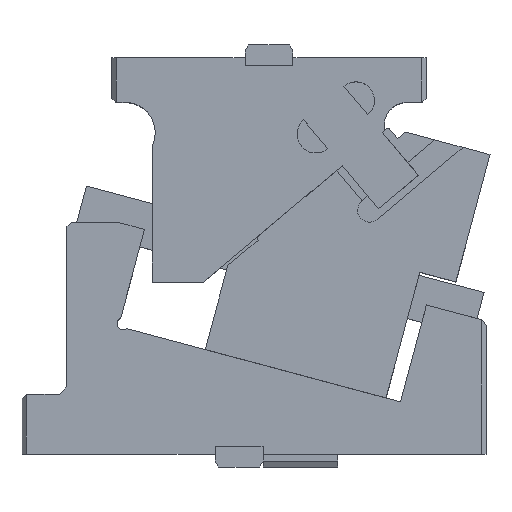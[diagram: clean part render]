
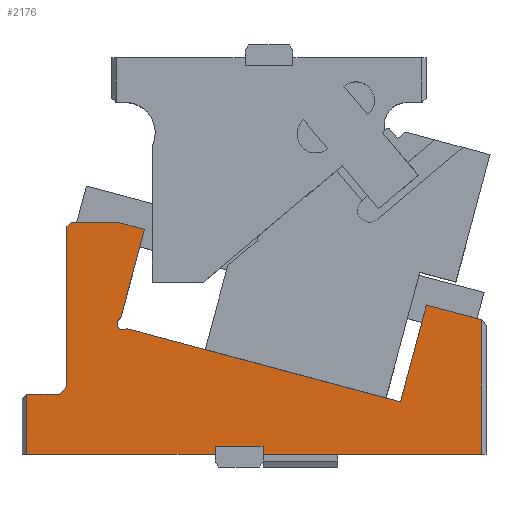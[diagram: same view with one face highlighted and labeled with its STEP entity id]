
A CAD part, top view. The second image highlights one B-rep face of the part: STEP entity #2176.
In plain terms, the highlighted planar face has unit normal (0, 0, 1).
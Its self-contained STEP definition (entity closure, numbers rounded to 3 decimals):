
#364=CARTESIAN_POINT('Vertex',(161.,0.,40.)) ;
#367=CARTESIAN_POINT('Line Origine',(161.,2.75,40.)) ;
#371=CARTESIAN_POINT('Vertex',(161.,5.5,40.)) ;
#397=CARTESIAN_POINT('Vertex',(307.,0.,40.)) ;
#418=CARTESIAN_POINT('Vertex',(307.,89.846,40.)) ;
#421=CARTESIAN_POINT('Line Origine',(307.,44.923,40.)) ;
#745=CARTESIAN_POINT('Line Origine',(145.,5.5,40.)) ;
#749=CARTESIAN_POINT('Vertex',(129.,5.5,40.)) ;
#813=CARTESIAN_POINT('Vertex',(270.16,99.717,40.)) ;
#816=CARTESIAN_POINT('Line Origine',(288.58,94.782,40.)) ;
#989=CARTESIAN_POINT('Vertex',(252.819,35.,40.)) ;
#992=CARTESIAN_POINT('Line Origine',(261.489,67.359,40.)) ;
#1024=CARTESIAN_POINT('Vertex',(69.894,84.015,40.)) ;
#1027=CARTESIAN_POINT('Line Origine',(161.356,59.508,40.)) ;
#1048=CARTESIAN_POINT('Vertex',(63.525,87.238,40.)) ;
#1053=CARTESIAN_POINT('Axis2P3D Location',(67.525,87.238,40.)) ;
#1075=CARTESIAN_POINT('Axis2P3D Location',(67.525,87.238,40.)) ;
#1079=CARTESIAN_POINT('Vertex',(65.918,90.901,40.)) ;
#1119=CARTESIAN_POINT('Vertex',(81.804,150.187,40.)) ;
#1122=CARTESIAN_POINT('Line Origine',(73.861,120.544,40.)) ;
#1180=CARTESIAN_POINT('Vertex',(63.842,155.,40.)) ;
#1183=CARTESIAN_POINT('Line Origine',(72.823,152.594,40.)) ;
#1239=CARTESIAN_POINT('Vertex',(33.,155.,40.)) ;
#1242=CARTESIAN_POINT('Line Origine',(48.421,155.,40.)) ;
#1274=CARTESIAN_POINT('Vertex',(30.,152.,40.)) ;
#1277=CARTESIAN_POINT('Line Origine',(31.5,153.5,40.)) ;
#1305=CARTESIAN_POINT('Vertex',(30.,45.,40.)) ;
#1308=CARTESIAN_POINT('Line Origine',(30.,98.5,40.)) ;
#1350=CARTESIAN_POINT('Vertex',(25.,40.,40.)) ;
#1353=CARTESIAN_POINT('Line Origine',(27.5,42.5,40.)) ;
#1402=CARTESIAN_POINT('Vertex',(3.,40.,40.)) ;
#1405=CARTESIAN_POINT('Line Origine',(14.,40.,40.)) ;
#2126=CARTESIAN_POINT('Axis2P3D Location',(67.525,87.238,40.)) ;
#2131=CARTESIAN_POINT('Line Origine',(234.,0.,40.)) ;
#2136=CARTESIAN_POINT('Line Origine',(3.,20.,40.)) ;
#2140=CARTESIAN_POINT('Vertex',(3.,0.,40.)) ;
#2143=CARTESIAN_POINT('Line Origine',(66.,0.,40.)) ;
#2147=CARTESIAN_POINT('Vertex',(129.,0.,40.)) ;
#2150=CARTESIAN_POINT('Line Origine',(129.,2.75,40.)) ;
#368=DIRECTION('Vector Direction',(0.,-1.,0.)) ;
#422=DIRECTION('Vector Direction',(0.,1.,0.)) ;
#746=DIRECTION('Vector Direction',(1.,0.,0.)) ;
#817=DIRECTION('Vector Direction',(0.966,-0.259,0.)) ;
#993=DIRECTION('Vector Direction',(-0.259,-0.966,0.)) ;
#1028=DIRECTION('Vector Direction',(0.966,-0.259,0.)) ;
#1054=DIRECTION('Axis2P3D Direction',(-0.,0.,-1.)) ;
#1076=DIRECTION('Axis2P3D Direction',(0.,0.,-1.)) ;
#1123=DIRECTION('Vector Direction',(-0.259,-0.966,0.)) ;
#1184=DIRECTION('Vector Direction',(0.966,-0.259,0.)) ;
#1243=DIRECTION('Vector Direction',(1.,0.,0.)) ;
#1278=DIRECTION('Vector Direction',(0.707,0.707,0.)) ;
#1309=DIRECTION('Vector Direction',(0.,1.,0.)) ;
#1354=DIRECTION('Vector Direction',(-0.707,-0.707,0.)) ;
#1406=DIRECTION('Vector Direction',(1.,0.,0.)) ;
#2127=DIRECTION('Axis2P3D Direction',(0.,0.,1.)) ;
#2128=DIRECTION('Axis2P3D XDirection',(1.,0.,-0.)) ;
#2132=DIRECTION('Vector Direction',(1.,0.,0.)) ;
#2137=DIRECTION('Vector Direction',(0.,-1.,0.)) ;
#2144=DIRECTION('Vector Direction',(1.,0.,0.)) ;
#2151=DIRECTION('Vector Direction',(0.,1.,0.)) ;
#1055=AXIS2_PLACEMENT_3D('Circle Axis2P3D',#1053,#1054,$) ;
#1077=AXIS2_PLACEMENT_3D('Circle Axis2P3D',#1075,#1076,$) ;
#2129=AXIS2_PLACEMENT_3D('Plane Axis2P3D',#2126,#2127,#2128) ;
#2156=ORIENTED_EDGE('',*,*,#2135,.T.) ;
#2157=ORIENTED_EDGE('',*,*,#425,.T.) ;
#2158=ORIENTED_EDGE('',*,*,#820,.F.) ;
#2159=ORIENTED_EDGE('',*,*,#996,.T.) ;
#2160=ORIENTED_EDGE('',*,*,#1031,.F.) ;
#2161=ORIENTED_EDGE('',*,*,#1057,.F.) ;
#2162=ORIENTED_EDGE('',*,*,#1081,.F.) ;
#2163=ORIENTED_EDGE('',*,*,#1126,.F.) ;
#2164=ORIENTED_EDGE('',*,*,#1187,.F.) ;
#2165=ORIENTED_EDGE('',*,*,#1246,.F.) ;
#2166=ORIENTED_EDGE('',*,*,#1281,.F.) ;
#2167=ORIENTED_EDGE('',*,*,#1312,.F.) ;
#2168=ORIENTED_EDGE('',*,*,#1357,.T.) ;
#2169=ORIENTED_EDGE('',*,*,#1409,.F.) ;
#2170=ORIENTED_EDGE('',*,*,#2142,.T.) ;
#2171=ORIENTED_EDGE('',*,*,#2149,.T.) ;
#2172=ORIENTED_EDGE('',*,*,#2154,.T.) ;
#2173=ORIENTED_EDGE('',*,*,#751,.T.) ;
#2174=ORIENTED_EDGE('',*,*,#373,.T.) ;
#369=VECTOR('Line Direction',#368,1.) ;
#423=VECTOR('Line Direction',#422,1.) ;
#747=VECTOR('Line Direction',#746,1.) ;
#818=VECTOR('Line Direction',#817,1.) ;
#994=VECTOR('Line Direction',#993,1.) ;
#1029=VECTOR('Line Direction',#1028,1.) ;
#1124=VECTOR('Line Direction',#1123,1.) ;
#1185=VECTOR('Line Direction',#1184,1.) ;
#1244=VECTOR('Line Direction',#1243,1.) ;
#1279=VECTOR('Line Direction',#1278,1.) ;
#1310=VECTOR('Line Direction',#1309,1.) ;
#1355=VECTOR('Line Direction',#1354,1.) ;
#1407=VECTOR('Line Direction',#1406,1.) ;
#2133=VECTOR('Line Direction',#2132,1.) ;
#2138=VECTOR('Line Direction',#2137,1.) ;
#2145=VECTOR('Line Direction',#2144,1.) ;
#2152=VECTOR('Line Direction',#2151,1.) ;
#2176=ADVANCED_FACE('CAM HOLDER',(#2175),#2130,.T.) ;
#1056=CIRCLE('generated circle',#1055,4.) ;
#1078=CIRCLE('generated circle',#1077,4.) ;
#373=EDGE_CURVE('',#372,#365,#370,.T.) ;
#425=EDGE_CURVE('',#398,#419,#424,.T.) ;
#751=EDGE_CURVE('',#750,#372,#748,.T.) ;
#820=EDGE_CURVE('',#814,#419,#819,.T.) ;
#996=EDGE_CURVE('',#814,#990,#995,.T.) ;
#1031=EDGE_CURVE('',#1025,#990,#1030,.T.) ;
#1057=EDGE_CURVE('',#1049,#1025,#1056,.F.) ;
#1081=EDGE_CURVE('',#1080,#1049,#1078,.F.) ;
#1126=EDGE_CURVE('',#1120,#1080,#1125,.T.) ;
#1187=EDGE_CURVE('',#1181,#1120,#1186,.T.) ;
#1246=EDGE_CURVE('',#1240,#1181,#1245,.T.) ;
#1281=EDGE_CURVE('',#1275,#1240,#1280,.T.) ;
#1312=EDGE_CURVE('',#1306,#1275,#1311,.T.) ;
#1357=EDGE_CURVE('',#1306,#1351,#1356,.T.) ;
#1409=EDGE_CURVE('',#1403,#1351,#1408,.T.) ;
#2135=EDGE_CURVE('',#365,#398,#2134,.T.) ;
#2142=EDGE_CURVE('',#1403,#2141,#2139,.T.) ;
#2149=EDGE_CURVE('',#2141,#2148,#2146,.T.) ;
#2154=EDGE_CURVE('',#2148,#750,#2153,.T.) ;
#2155=EDGE_LOOP('',(#2156,#2157,#2158,#2159,#2160,#2161,#2162,#2163,#2164,#2165,#2166,#2167,#2168,#2169,#2170,#2171,#2172,#2173,#2174)) ;
#2175=FACE_OUTER_BOUND('',#2155,.T.) ;
#370=LINE('Line',#367,#369) ;
#424=LINE('Line',#421,#423) ;
#748=LINE('Line',#745,#747) ;
#819=LINE('Line',#816,#818) ;
#995=LINE('Line',#992,#994) ;
#1030=LINE('Line',#1027,#1029) ;
#1125=LINE('Line',#1122,#1124) ;
#1186=LINE('Line',#1183,#1185) ;
#1245=LINE('Line',#1242,#1244) ;
#1280=LINE('Line',#1277,#1279) ;
#1311=LINE('Line',#1308,#1310) ;
#1356=LINE('Line',#1353,#1355) ;
#1408=LINE('Line',#1405,#1407) ;
#2134=LINE('Line',#2131,#2133) ;
#2139=LINE('Line',#2136,#2138) ;
#2146=LINE('Line',#2143,#2145) ;
#2153=LINE('Line',#2150,#2152) ;
#2130=PLANE('Plane',#2129) ;
#365=VERTEX_POINT('',#364) ;
#372=VERTEX_POINT('',#371) ;
#398=VERTEX_POINT('',#397) ;
#419=VERTEX_POINT('',#418) ;
#750=VERTEX_POINT('',#749) ;
#814=VERTEX_POINT('',#813) ;
#990=VERTEX_POINT('',#989) ;
#1025=VERTEX_POINT('',#1024) ;
#1049=VERTEX_POINT('',#1048) ;
#1080=VERTEX_POINT('',#1079) ;
#1120=VERTEX_POINT('',#1119) ;
#1181=VERTEX_POINT('',#1180) ;
#1240=VERTEX_POINT('',#1239) ;
#1275=VERTEX_POINT('',#1274) ;
#1306=VERTEX_POINT('',#1305) ;
#1351=VERTEX_POINT('',#1350) ;
#1403=VERTEX_POINT('',#1402) ;
#2141=VERTEX_POINT('',#2140) ;
#2148=VERTEX_POINT('',#2147) ;
